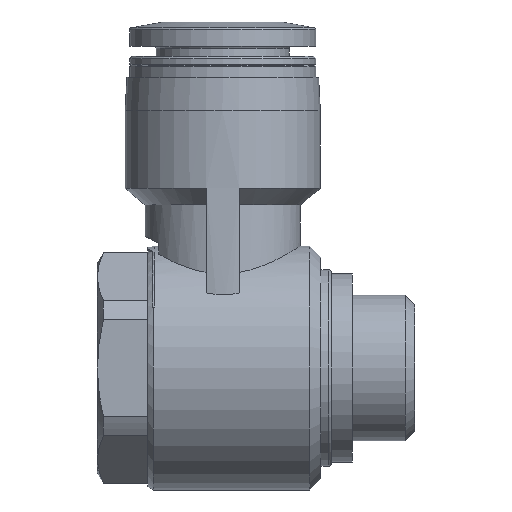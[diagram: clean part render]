
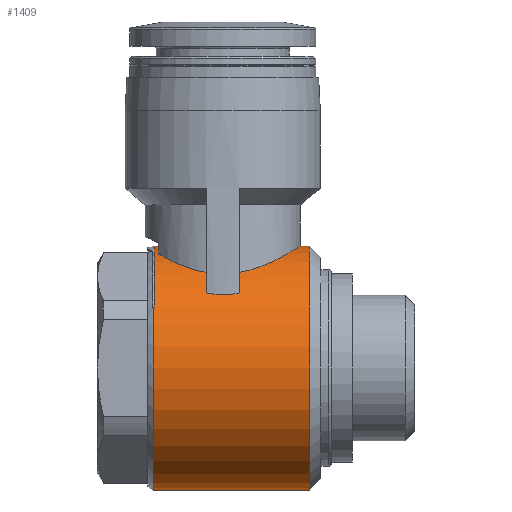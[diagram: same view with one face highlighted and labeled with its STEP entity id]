
A CAD part, left-side view. The second image highlights one B-rep face of the part: STEP entity #1409.
In plain terms, the highlighted cylindrical face has radius 11 mm (diameter 22 mm), a full revolution.
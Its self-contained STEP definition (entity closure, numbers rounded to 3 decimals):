
#66=LINE('',#1968,#102);
#67=LINE('',#1973,#103);
#102=VECTOR('',#1632,1000.);
#103=VECTOR('',#1635,1000.);
#138=B_SPLINE_CURVE_WITH_KNOTS('',3,(#1926,#1927,#1928,#1929),
 .UNSPECIFIED.,.F.,.F.,(4,4),(0.027,0.032),
 .UNSPECIFIED.);
#139=B_SPLINE_CURVE_WITH_KNOTS('',3,(#1934,#1935,#1936,#1937),
 .UNSPECIFIED.,.F.,.F.,(4,4),(0.013,0.018),
 .UNSPECIFIED.);
#140=B_SPLINE_CURVE_WITH_KNOTS('',3,(#1941,#1942,#1943,#1944),
 .UNSPECIFIED.,.F.,.F.,(4,4),(0.,0.003),.UNSPECIFIED.);
#141=B_SPLINE_CURVE_WITH_KNOTS('',3,(#1948,#1949,#1950,#1951,#1952,#1953,
#1954,#1955,#1956,#1957,#1958),.UNSPECIFIED.,.F.,.F.,(4,1,1,1,1,1,1,1,4),
(0.035,0.038,0.04,0.043,
0.045,0.048,0.05,0.052,
0.055),.UNSPECIFIED.);
#142=B_SPLINE_CURVE_WITH_KNOTS('',3,(#1962,#1963,#1964,#1965),
 .UNSPECIFIED.,.F.,.F.,(4,4),(0.,0.003),.UNSPECIFIED.);
#164=ORIENTED_EDGE('',*,*,#420,.F.);
#165=ORIENTED_EDGE('',*,*,#421,.F.);
#166=ORIENTED_EDGE('',*,*,#422,.T.);
#167=ORIENTED_EDGE('',*,*,#423,.F.);
#168=ORIENTED_EDGE('',*,*,#424,.F.);
#169=ORIENTED_EDGE('',*,*,#425,.F.);
#170=ORIENTED_EDGE('',*,*,#426,.F.);
#171=ORIENTED_EDGE('',*,*,#427,.F.);
#172=ORIENTED_EDGE('',*,*,#428,.F.);
#173=ORIENTED_EDGE('',*,*,#429,.F.);
#174=ORIENTED_EDGE('',*,*,#430,.F.);
#175=ORIENTED_EDGE('',*,*,#431,.F.);
#176=ORIENTED_EDGE('',*,*,#432,.T.);
#177=ORIENTED_EDGE('',*,*,#433,.T.);
#178=ORIENTED_EDGE('',*,*,#434,.F.);
#420=EDGE_CURVE('',#548,#548,#641,.T.);
#421=EDGE_CURVE('',#549,#550,#138,.T.);
#422=EDGE_CURVE('',#549,#551,#642,.T.);
#423=EDGE_CURVE('',#552,#551,#139,.T.);
#424=EDGE_CURVE('',#553,#552,#643,.T.);
#425=EDGE_CURVE('',#554,#553,#140,.T.);
#426=EDGE_CURVE('',#555,#554,#644,.T.);
#427=EDGE_CURVE('',#556,#555,#141,.T.);
#428=EDGE_CURVE('',#557,#556,#645,.T.);
#429=EDGE_CURVE('',#558,#557,#142,.T.);
#430=EDGE_CURVE('',#550,#558,#646,.T.);
#431=EDGE_CURVE('',#559,#560,#66,.T.);
#432=EDGE_CURVE('',#559,#561,#647,.T.);
#433=EDGE_CURVE('',#561,#562,#67,.T.);
#434=EDGE_CURVE('',#560,#562,#648,.T.);
#548=VERTEX_POINT('',#1925);
#549=VERTEX_POINT('',#1930);
#550=VERTEX_POINT('',#1931);
#551=VERTEX_POINT('',#1933);
#552=VERTEX_POINT('',#1938);
#553=VERTEX_POINT('',#1940);
#554=VERTEX_POINT('',#1945);
#555=VERTEX_POINT('',#1947);
#556=VERTEX_POINT('',#1959);
#557=VERTEX_POINT('',#1961);
#558=VERTEX_POINT('',#1966);
#559=VERTEX_POINT('',#1969);
#560=VERTEX_POINT('',#1970);
#561=VERTEX_POINT('',#1972);
#562=VERTEX_POINT('',#1974);
#641=CIRCLE('',#1483,11.);
#642=CIRCLE('',#1484,11.);
#643=CIRCLE('',#1485,11.);
#644=CIRCLE('',#1486,11.);
#645=CIRCLE('',#1487,11.);
#646=CIRCLE('',#1488,11.);
#647=CIRCLE('',#1489,11.);
#648=CIRCLE('',#1490,11.);
#706=EDGE_LOOP('',(#164));
#707=EDGE_LOOP('',(#165,#166,#167,#168,#169,#170,#171,#172,#173,#174));
#708=EDGE_LOOP('',(#175,#176,#177,#178));
#807=FACE_BOUND('',#706,.T.);
#808=FACE_BOUND('',#707,.T.);
#809=FACE_BOUND('',#708,.T.);
#908=CYLINDRICAL_SURFACE('',#1482,11.);
#1409=ADVANCED_FACE('',(#807,#808,#809),#908,.T.);
#1482=AXIS2_PLACEMENT_3D('',#1923,#1618,#1619);
#1483=AXIS2_PLACEMENT_3D('',#1924,#1620,#1621);
#1484=AXIS2_PLACEMENT_3D('',#1932,#1622,#1623);
#1485=AXIS2_PLACEMENT_3D('',#1939,#1624,#1625);
#1486=AXIS2_PLACEMENT_3D('',#1946,#1626,#1627);
#1487=AXIS2_PLACEMENT_3D('',#1960,#1628,#1629);
#1488=AXIS2_PLACEMENT_3D('',#1967,#1630,#1631);
#1489=AXIS2_PLACEMENT_3D('',#1971,#1633,#1634);
#1490=AXIS2_PLACEMENT_3D('',#1975,#1636,#1637);
#1618=DIRECTION('',(0.,-1.,0.));
#1619=DIRECTION('',(1.,0.,0.));
#1620=DIRECTION('',(0.,-1.,0.));
#1621=DIRECTION('',(1.,0.,0.));
#1622=DIRECTION('',(0.,1.,0.));
#1623=DIRECTION('',(1.,0.,0.));
#1624=DIRECTION('',(0.,-1.,0.));
#1625=DIRECTION('',(1.,0.,0.));
#1626=DIRECTION('',(0.,1.,0.));
#1627=DIRECTION('',(-1.,0.,0.));
#1628=DIRECTION('',(0.,1.,0.));
#1629=DIRECTION('',(-1.,0.,0.));
#1630=DIRECTION('',(0.,-1.,0.));
#1631=DIRECTION('',(1.,0.,0.));
#1632=DIRECTION('',(0.,-1.,0.));
#1633=DIRECTION('',(0.,-1.,0.));
#1634=DIRECTION('',(1.,0.,0.));
#1635=DIRECTION('',(0.,-1.,0.));
#1636=DIRECTION('',(0.,1.,0.));
#1637=DIRECTION('',(0.,0.,1.));
#1923=CARTESIAN_POINT('',(0.,-17.3,0.));
#1924=CARTESIAN_POINT('',(0.,-7.84,0.));
#1925=CARTESIAN_POINT('',(11.,-7.84,0.));
#1926=CARTESIAN_POINT('',(-3.949,5.78,10.267));
#1927=CARTESIAN_POINT('',(-5.4,4.788,9.709));
#1928=CARTESIAN_POINT('',(-6.445,3.29,8.928));
#1929=CARTESIAN_POINT('',(-6.837,1.5,8.617));
#1930=CARTESIAN_POINT('',(-3.949,5.78,10.267));
#1931=CARTESIAN_POINT('',(-6.837,1.5,8.617));
#1932=CARTESIAN_POINT('',(0.,5.78,0.));
#1933=CARTESIAN_POINT('',(3.949,5.78,10.267));
#1934=CARTESIAN_POINT('',(6.837,1.5,8.617));
#1935=CARTESIAN_POINT('',(6.445,3.289,8.928));
#1936=CARTESIAN_POINT('',(5.392,4.794,9.712));
#1937=CARTESIAN_POINT('',(3.949,5.78,10.267));
#1938=CARTESIAN_POINT('',(6.837,1.5,8.617));
#1939=CARTESIAN_POINT('',(0.,1.5,0.));
#1940=CARTESIAN_POINT('',(8.671,1.5,6.768));
#1941=CARTESIAN_POINT('',(8.671,-1.5,6.768));
#1942=CARTESIAN_POINT('',(8.841,-0.518,6.551));
#1943=CARTESIAN_POINT('',(8.841,0.517,6.551));
#1944=CARTESIAN_POINT('',(8.671,1.5,6.768));
#1945=CARTESIAN_POINT('',(8.671,-1.5,6.768));
#1946=CARTESIAN_POINT('',(0.,-1.5,0.));
#1947=CARTESIAN_POINT('',(6.837,-1.5,8.617));
#1948=CARTESIAN_POINT('',(-6.837,-1.5,8.617));
#1949=CARTESIAN_POINT('',(-6.664,-2.288,8.754));
#1950=CARTESIAN_POINT('',(-6.053,-3.767,9.225));
#1951=CARTESIAN_POINT('',(-4.516,-5.514,10.096));
#1952=CARTESIAN_POINT('',(-2.453,-6.706,10.809));
#1953=CARTESIAN_POINT('',(0.013,-7.148,11.096));
#1954=CARTESIAN_POINT('',(2.459,-6.702,10.807));
#1955=CARTESIAN_POINT('',(4.526,-5.506,10.091));
#1956=CARTESIAN_POINT('',(6.057,-3.757,9.221));
#1957=CARTESIAN_POINT('',(6.665,-2.286,8.754));
#1958=CARTESIAN_POINT('',(6.837,-1.5,8.617));
#1959=CARTESIAN_POINT('',(-6.837,-1.5,8.617));
#1960=CARTESIAN_POINT('',(0.,-1.5,0.));
#1961=CARTESIAN_POINT('',(-8.671,-1.5,6.768));
#1962=CARTESIAN_POINT('',(-8.671,1.5,6.768));
#1963=CARTESIAN_POINT('',(-8.841,0.518,6.551));
#1964=CARTESIAN_POINT('',(-8.841,-0.517,6.551));
#1965=CARTESIAN_POINT('',(-8.671,-1.5,6.768));
#1966=CARTESIAN_POINT('',(-8.671,1.5,6.768));
#1967=CARTESIAN_POINT('',(0.,1.5,0.));
#1968=CARTESIAN_POINT('',(-9.526,11.3,5.5));
#1969=CARTESIAN_POINT('',(-9.526,6.26,5.5));
#1970=CARTESIAN_POINT('',(-9.526,6.189,5.5));
#1971=CARTESIAN_POINT('',(0.,6.26,0.));
#1972=CARTESIAN_POINT('',(9.526,6.26,5.5));
#1973=CARTESIAN_POINT('',(9.526,11.3,5.5));
#1974=CARTESIAN_POINT('',(9.526,6.189,5.5));
#1975=CARTESIAN_POINT('',(0.,6.189,0.));
